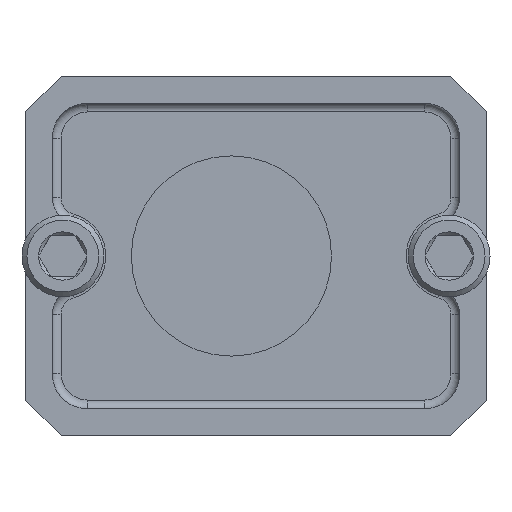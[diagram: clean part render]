
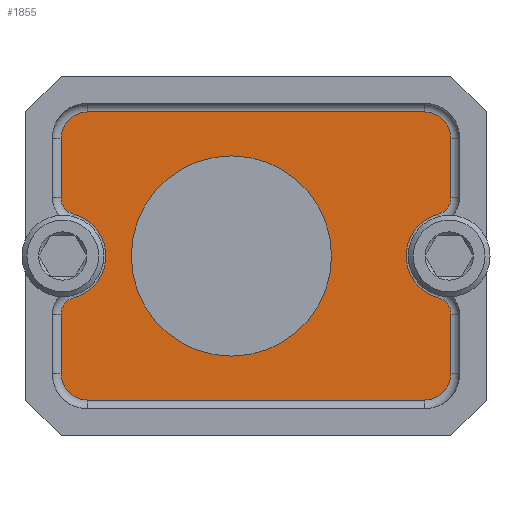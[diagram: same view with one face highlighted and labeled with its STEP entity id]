
A CAD part, left-side view. The second image highlights one B-rep face of the part: STEP entity #1855.
In plain terms, the highlighted planar face has unit normal (-1, 0, 0).
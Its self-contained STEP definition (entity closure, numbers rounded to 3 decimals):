
#71=FACE_BOUND('',#369,.T.);
#109=PLANE('',#2094);
#246=FACE_OUTER_BOUND('',#368,.T.);
#368=EDGE_LOOP('',(#1575,#1576,#1577,#1578,#1579,#1580,#1581,#1582,#1583,
#1584,#1585,#1586,#1587,#1588,#1589,#1590));
#369=EDGE_LOOP('',(#1591));
#441=CIRCLE('',#2035,1.5);
#445=CIRCLE('',#2041,1.5);
#449=CIRCLE('',#2047,1.);
#452=CIRCLE('',#2051,2.45);
#455=CIRCLE('',#2055,1.);
#459=CIRCLE('',#2061,1.5);
#463=CIRCLE('',#2067,1.5);
#467=CIRCLE('',#2073,1.);
#470=CIRCLE('',#2077,2.45);
#471=CIRCLE('',#2079,1.);
#478=CIRCLE('',#2095,5.7);
#597=LINE('',#4555,#718);
#600=LINE('',#4570,#721);
#602=LINE('',#4582,#723);
#604=LINE('',#4606,#725);
#606=LINE('',#4618,#727);
#608=LINE('',#4630,#729);
#718=VECTOR('',#2414,10.);
#721=VECTOR('',#2431,10.);
#723=VECTOR('',#2445,10.);
#725=VECTOR('',#2475,10.);
#727=VECTOR('',#2489,10.);
#729=VECTOR('',#2503,10.);
#864=VERTEX_POINT('',#4552);
#865=VERTEX_POINT('',#4554);
#867=VERTEX_POINT('',#4560);
#869=VERTEX_POINT('',#4566);
#871=VERTEX_POINT('',#4572);
#873=VERTEX_POINT('',#4578);
#875=VERTEX_POINT('',#4584);
#877=VERTEX_POINT('',#4590);
#879=VERTEX_POINT('',#4596);
#881=VERTEX_POINT('',#4602);
#883=VERTEX_POINT('',#4608);
#885=VERTEX_POINT('',#4614);
#887=VERTEX_POINT('',#4620);
#889=VERTEX_POINT('',#4626);
#891=VERTEX_POINT('',#4632);
#893=VERTEX_POINT('',#4638);
#904=VERTEX_POINT('',#4681);
#1081=EDGE_CURVE('',#864,#865,#597,.T.);
#1086=EDGE_CURVE('',#865,#867,#441,.T.);
#1089=EDGE_CURVE('',#867,#869,#600,.T.);
#1092=EDGE_CURVE('',#869,#871,#445,.T.);
#1095=EDGE_CURVE('',#871,#873,#602,.T.);
#1098=EDGE_CURVE('',#873,#875,#449,.T.);
#1101=EDGE_CURVE('',#875,#877,#452,.T.);
#1104=EDGE_CURVE('',#877,#879,#455,.T.);
#1107=EDGE_CURVE('',#879,#881,#604,.T.);
#1110=EDGE_CURVE('',#881,#883,#459,.T.);
#1113=EDGE_CURVE('',#883,#885,#606,.T.);
#1116=EDGE_CURVE('',#885,#887,#463,.T.);
#1119=EDGE_CURVE('',#887,#889,#608,.T.);
#1122=EDGE_CURVE('',#889,#891,#467,.T.);
#1125=EDGE_CURVE('',#891,#893,#470,.T.);
#1126=EDGE_CURVE('',#893,#864,#471,.T.);
#1145=EDGE_CURVE('',#904,#904,#478,.T.);
#1575=ORIENTED_EDGE('',*,*,#1081,.F.);
#1576=ORIENTED_EDGE('',*,*,#1126,.F.);
#1577=ORIENTED_EDGE('',*,*,#1125,.F.);
#1578=ORIENTED_EDGE('',*,*,#1122,.F.);
#1579=ORIENTED_EDGE('',*,*,#1119,.F.);
#1580=ORIENTED_EDGE('',*,*,#1116,.F.);
#1581=ORIENTED_EDGE('',*,*,#1113,.F.);
#1582=ORIENTED_EDGE('',*,*,#1110,.F.);
#1583=ORIENTED_EDGE('',*,*,#1107,.F.);
#1584=ORIENTED_EDGE('',*,*,#1104,.F.);
#1585=ORIENTED_EDGE('',*,*,#1101,.F.);
#1586=ORIENTED_EDGE('',*,*,#1098,.F.);
#1587=ORIENTED_EDGE('',*,*,#1095,.F.);
#1588=ORIENTED_EDGE('',*,*,#1092,.F.);
#1589=ORIENTED_EDGE('',*,*,#1089,.F.);
#1590=ORIENTED_EDGE('',*,*,#1086,.F.);
#1591=ORIENTED_EDGE('',*,*,#1145,.F.);
#1855=ADVANCED_FACE('',(#246,#71),#109,.T.);
#2035=AXIS2_PLACEMENT_3D('',#4564,#2424,#2425);
#2041=AXIS2_PLACEMENT_3D('',#4576,#2438,#2439);
#2047=AXIS2_PLACEMENT_3D('',#4588,#2452,#2453);
#2051=AXIS2_PLACEMENT_3D('',#4594,#2460,#2461);
#2055=AXIS2_PLACEMENT_3D('',#4600,#2468,#2469);
#2061=AXIS2_PLACEMENT_3D('',#4612,#2482,#2483);
#2067=AXIS2_PLACEMENT_3D('',#4624,#2496,#2497);
#2073=AXIS2_PLACEMENT_3D('',#4636,#2510,#2511);
#2077=AXIS2_PLACEMENT_3D('',#4642,#2518,#2519);
#2079=AXIS2_PLACEMENT_3D('',#4644,#2522,#2523);
#2094=AXIS2_PLACEMENT_3D('',#4680,#2564,#2565);
#2095=AXIS2_PLACEMENT_3D('',#4682,#2566,#2567);
#2414=DIRECTION('',(0.,0.,1.));
#2424=DIRECTION('center_axis',(1.,0.,0.));
#2425=DIRECTION('ref_axis',(0.,0.707,0.707));
#2431=DIRECTION('',(0.,-1.,0.));
#2438=DIRECTION('center_axis',(1.,0.,0.));
#2439=DIRECTION('ref_axis',(0.,-0.707,0.707));
#2445=DIRECTION('',(0.,0.,-1.));
#2452=DIRECTION('center_axis',(1.,0.,0.));
#2453=DIRECTION('ref_axis',(0.,-0.794,-0.608));
#2460=DIRECTION('center_axis',(-1.,0.,0.));
#2461=DIRECTION('ref_axis',(0.,1.,0.));
#2468=DIRECTION('center_axis',(1.,0.,0.));
#2469=DIRECTION('ref_axis',(0.,-0.794,0.608));
#2475=DIRECTION('',(0.,0.,-1.));
#2482=DIRECTION('center_axis',(1.,0.,0.));
#2483=DIRECTION('ref_axis',(0.,-0.707,-0.707));
#2489=DIRECTION('',(0.,1.,0.));
#2496=DIRECTION('center_axis',(1.,0.,0.));
#2497=DIRECTION('ref_axis',(0.,0.707,-0.707));
#2503=DIRECTION('',(0.,0.,1.));
#2510=DIRECTION('center_axis',(1.,0.,0.));
#2511=DIRECTION('ref_axis',(0.,0.794,0.608));
#2518=DIRECTION('center_axis',(-1.,0.,0.));
#2519=DIRECTION('ref_axis',(0.,-1.,0.));
#2522=DIRECTION('center_axis',(1.,0.,0.));
#2523=DIRECTION('ref_axis',(0.,0.794,-0.608));
#2564=DIRECTION('center_axis',(-1.,0.,0.));
#2565=DIRECTION('ref_axis',(0.,0.,1.));
#2566=DIRECTION('center_axis',(-1.,0.,0.));
#2567=DIRECTION('ref_axis',(0.,0.,1.));
#4552=CARTESIAN_POINT('',(30.754,12.138,0.196));
#4554=CARTESIAN_POINT('',(30.754,12.138,3.566));
#4555=CARTESIAN_POINT('',(30.754,12.138,-2.207));
#4560=CARTESIAN_POINT('',(30.754,10.638,5.066));
#4564=CARTESIAN_POINT('Origin',(30.754,10.638,3.566));
#4566=CARTESIAN_POINT('',(30.754,-8.562,5.066));
#4570=CARTESIAN_POINT('',(30.754,6.277,5.066));
#4572=CARTESIAN_POINT('',(30.754,-10.062,3.566));
#4576=CARTESIAN_POINT('Origin',(30.754,-8.562,3.566));
#4578=CARTESIAN_POINT('',(30.754,-10.062,0.196));
#4582=CARTESIAN_POINT('',(30.754,-10.062,0.655));
#4584=CARTESIAN_POINT('',(30.754,-9.323,-0.769));
#4588=CARTESIAN_POINT('Origin',(30.754,-9.062,0.196));
#4590=CARTESIAN_POINT('',(30.754,-9.323,-5.499));
#4594=CARTESIAN_POINT('Origin',(30.754,-9.962,-3.134));
#4596=CARTESIAN_POINT('',(30.754,-10.062,-6.465));
#4600=CARTESIAN_POINT('Origin',(30.754,-9.062,-6.465));
#4602=CARTESIAN_POINT('',(30.754,-10.062,-9.834));
#4606=CARTESIAN_POINT('',(30.754,-10.062,-4.062));
#4608=CARTESIAN_POINT('',(30.754,-8.562,-11.334));
#4612=CARTESIAN_POINT('Origin',(30.754,-8.562,-9.834));
#4614=CARTESIAN_POINT('',(30.754,10.638,-11.334));
#4618=CARTESIAN_POINT('',(30.754,-4.201,-11.334));
#4620=CARTESIAN_POINT('',(30.754,12.138,-9.834));
#4624=CARTESIAN_POINT('Origin',(30.754,10.638,-9.834));
#4626=CARTESIAN_POINT('',(30.754,12.138,-6.465));
#4630=CARTESIAN_POINT('',(30.754,12.138,-6.924));
#4632=CARTESIAN_POINT('',(30.754,11.399,-5.499));
#4636=CARTESIAN_POINT('Origin',(30.754,11.138,-6.465));
#4638=CARTESIAN_POINT('',(30.754,11.399,-0.769));
#4642=CARTESIAN_POINT('Origin',(30.754,12.038,-3.134));
#4644=CARTESIAN_POINT('Origin',(30.754,11.138,0.196));
#4680=CARTESIAN_POINT('Origin',(30.754,1.038,-3.134));
#4681=CARTESIAN_POINT('',(30.754,2.438,2.566));
#4682=CARTESIAN_POINT('Origin',(30.754,2.438,-3.134));
